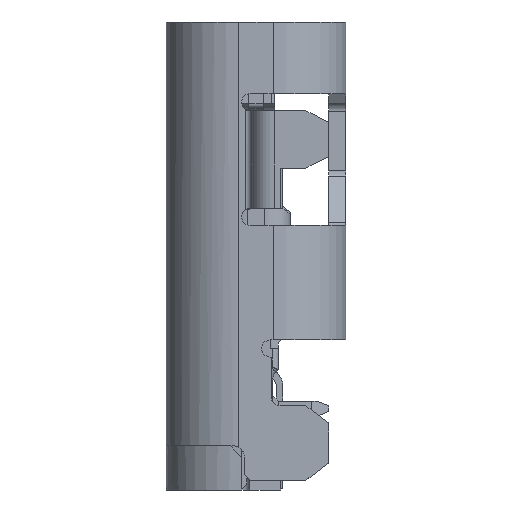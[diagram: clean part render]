
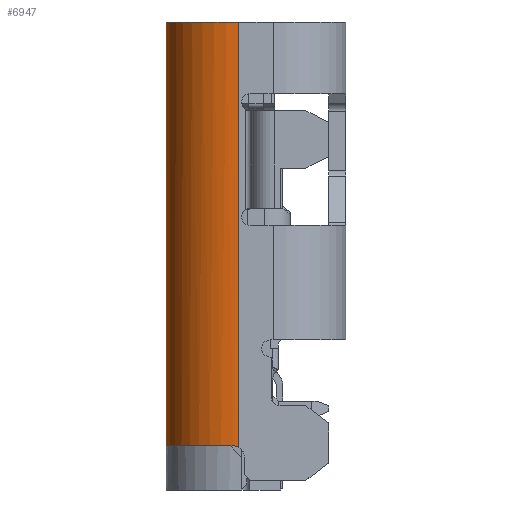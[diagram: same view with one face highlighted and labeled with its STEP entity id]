
A CAD part, left-side view. The second image highlights one B-rep face of the part: STEP entity #6947.
In plain terms, the highlighted cylindrical face has radius 1.27 mm (diameter 2.54 mm), a partial arc.
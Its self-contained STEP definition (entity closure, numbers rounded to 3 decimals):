
#1139 = VERTEX_POINT('',#1140);
#1140 = CARTESIAN_POINT('',(-3.2,1.57,-2.7));
#2104 = EDGE_CURVE('',#1139,#2105,#2107,.T.);
#2105 = VERTEX_POINT('',#2106);
#2106 = CARTESIAN_POINT('',(-3.2,1.57,4.7));
#2107 = LINE('',#2108,#2109);
#2108 = CARTESIAN_POINT('',(-3.2,1.57,-3.3));
#2109 = VECTOR('',#2110,1.);
#2110 = DIRECTION('',(0.,0.,1.));
#4948 = VERTEX_POINT('',#4949);
#4949 = CARTESIAN_POINT('',(-4.47,0.3,4.7));
#5007 = EDGE_CURVE('',#5008,#4948,#5010,.T.);
#5008 = VERTEX_POINT('',#5009);
#5009 = CARTESIAN_POINT('',(-4.47,0.3,-2.727));
#5010 = LINE('',#5011,#5012);
#5011 = CARTESIAN_POINT('',(-4.47,0.3,-3.3));
#5012 = VECTOR('',#5013,1.);
#5013 = DIRECTION('',(0.,0.,1.));
#6849 = EDGE_CURVE('',#2105,#4948,#6850,.T.);
#6850 = CIRCLE('',#6851,1.27);
#6851 = AXIS2_PLACEMENT_3D('',#6852,#6853,#6854);
#6852 = CARTESIAN_POINT('',(-3.2,0.3,4.7));
#6853 = DIRECTION('',(0.,0.,1.));
#6854 = DIRECTION('',(-1.,0.,0.));
#6891 = VERTEX_POINT('',#6892);
#6892 = CARTESIAN_POINT('',(-4.466,0.4,-2.7));
#6899 = EDGE_CURVE('',#6891,#1139,#6900,.T.);
#6900 = CIRCLE('',#6901,1.27);
#6901 = AXIS2_PLACEMENT_3D('',#6902,#6903,#6904);
#6902 = CARTESIAN_POINT('',(-3.2,0.3,-2.7));
#6903 = DIRECTION('',(0.,0.,-1.));
#6904 = DIRECTION('',(-1.,0.,0.));
#6932 = EDGE_CURVE('',#6891,#5008,#6933,.T.);
#6933 = B_SPLINE_CURVE_WITH_KNOTS('',3,(#6934,#6935,#6936,#6937),
  .UNSPECIFIED.,.F.,.F.,(4,4),(0.,1.),.PIECEWISE_BEZIER_KNOTS.);
#6934 = CARTESIAN_POINT('',(-4.466,0.4,-2.7));
#6935 = CARTESIAN_POINT('',(-4.469,0.357,
    -2.702));
#6936 = CARTESIAN_POINT('',(-4.47,0.335,-2.708));
#6937 = CARTESIAN_POINT('',(-4.47,0.3,-2.727));
#6947 = ADVANCED_FACE('',(#6948),#6955,.T.);
#6948 = FACE_BOUND('',#6949,.T.);
#6949 = EDGE_LOOP('',(#6950,#6951,#6952,#6953,#6954));
#6950 = ORIENTED_EDGE('',*,*,#6899,.F.);
#6951 = ORIENTED_EDGE('',*,*,#6932,.T.);
#6952 = ORIENTED_EDGE('',*,*,#5007,.T.);
#6953 = ORIENTED_EDGE('',*,*,#6849,.F.);
#6954 = ORIENTED_EDGE('',*,*,#2104,.F.);
#6955 = CYLINDRICAL_SURFACE('',#6956,1.27);
#6956 = AXIS2_PLACEMENT_3D('',#6957,#6958,#6959);
#6957 = CARTESIAN_POINT('',(-3.2,0.3,23.577));
#6958 = DIRECTION('',(0.,0.,-1.));
#6959 = DIRECTION('',(-1.,0.,0.));
